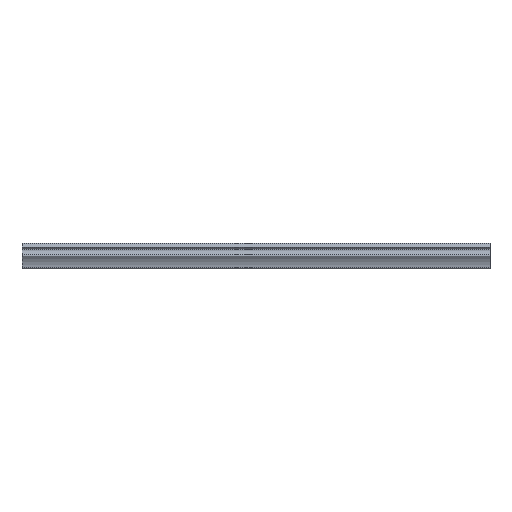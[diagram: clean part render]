
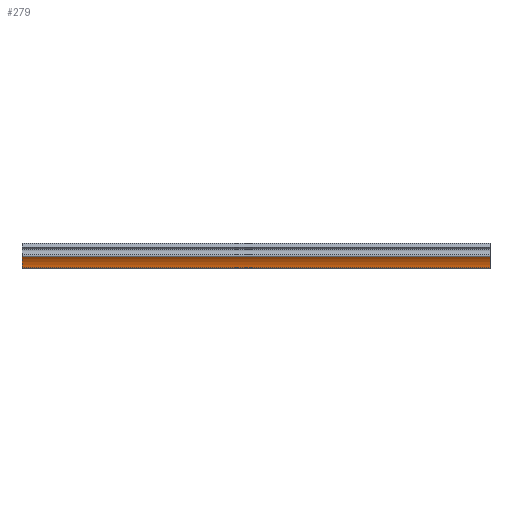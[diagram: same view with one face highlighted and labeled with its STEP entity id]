
A CAD part, front view. The second image highlights one B-rep face of the part: STEP entity #279.
In plain terms, the highlighted cylindrical face has radius 40 mm (diameter 80 mm), a partial arc.
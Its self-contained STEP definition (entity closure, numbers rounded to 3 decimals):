
#279=ADVANCED_FACE('',(#589),#590,.F.);
#589=FACE_OUTER_BOUND('',#935,.T.);
#590=CYLINDRICAL_SURFACE('',#936,40.);
#935=EDGE_LOOP('',(#1635,#1636,#1637,#1638));
#936=AXIS2_PLACEMENT_3D('',#1639,#1640,#1641);
#1635=ORIENTED_EDGE('',*,*,#2436,.T.);
#1636=ORIENTED_EDGE('',*,*,#2437,.F.);
#1637=ORIENTED_EDGE('',*,*,#2438,.F.);
#1638=ORIENTED_EDGE('',*,*,#2439,.T.);
#1639=CARTESIAN_POINT('',(1000.0,-55.433,-22.961));
#1640=DIRECTION('',(-1.0,0.0,0.0));
#1641=DIRECTION('',(0.0,0.755,0.656));
#2436=EDGE_CURVE('',#3015,#3016,#3017,.T.);
#2437=EDGE_CURVE('',#3018,#3016,#3019,.T.);
#2438=EDGE_CURVE('',#3020,#3018,#3021,.T.);
#2439=EDGE_CURVE('',#3020,#3015,#3022,.T.);
#3015=VERTEX_POINT('',#3852);
#3016=VERTEX_POINT('',#3853);
#3017=CIRCLE('',#3854,40.);
#3018=VERTEX_POINT('',#3855);
#3019=LINE('',#3856,#3857);
#3020=VERTEX_POINT('',#3858);
#3021=CIRCLE('',#3859,40.);
#3022=LINE('',#3860,#3861);
#3852=CARTESIAN_POINT('',(0.0,-25.244,3.281));
#3853=CARTESIAN_POINT('',(0.0,-15.53,-20.17));
#3854=AXIS2_PLACEMENT_3D('',#4442,#4443,#4444);
#3855=CARTESIAN_POINT('',(1000.0,-15.53,-20.17));
#3856=CARTESIAN_POINT('',(1000.0,-15.53,-20.17));
#3857=VECTOR('',#4445,1.0);
#3858=CARTESIAN_POINT('',(1000.0,-25.244,3.281));
#3859=AXIS2_PLACEMENT_3D('',#4446,#4447,#4448);
#3860=CARTESIAN_POINT('',(1000.0,-25.244,3.281));
#3861=VECTOR('',#4449,1.0);
#4442=CARTESIAN_POINT('',(0.0,-55.433,-22.961));
#4443=DIRECTION('',(-1.0,0.0,0.0));
#4444=DIRECTION('',(0.0,0.755,0.656));
#4445=DIRECTION('',(-1.0,0.0,0.0));
#4446=CARTESIAN_POINT('',(1000.0,-55.433,-22.961));
#4447=DIRECTION('',(-1.0,0.0,0.0));
#4448=DIRECTION('',(0.0,0.755,0.656));
#4449=DIRECTION('',(-1.0,0.0,0.0));
